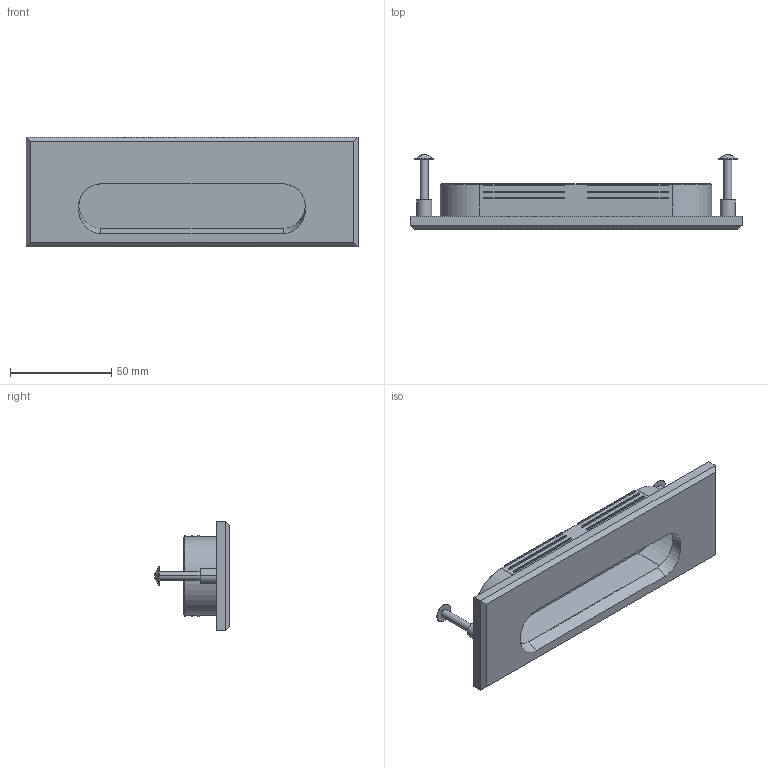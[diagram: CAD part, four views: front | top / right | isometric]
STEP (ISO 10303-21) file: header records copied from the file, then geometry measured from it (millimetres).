
FILE_DESCRIPTION((''),'2;1');
FILE_NAME('','2005-10-12T14:32:40',(''),(''),'','CADfix','');
FILE_SCHEMA(('AUTOMOTIVE_DESIGN'));
Length unit declared in the file: millimetre
Products named in the file (4): screw; cover; base; THA_254_1_28796_36
Assembly tree (4 placements, depth 2):
  THA_254_1_28796_36
    screw  x2
    cover
    base
Bounding box: 164 x 36.92 x 54 mm (x, y, z)
Volume: 49474.5 mm3; surface area: 41289.2 mm2
Topology: 4 solids, 4 shells, 179 faces, 472 edges, 320 vertices
Faces by surface type: bspline 179
Entity records: 4456 total; most frequent: CARTESIAN_POINT 2008, ORIENTED_EDGE 784, EDGE_CURVE 392, QUASI_UNIFORM_CURVE 284, VERTEX_POINT 264, EDGE_LOOP 170, FACE_OUTER_BOUND 151, ADVANCED_FACE 151
